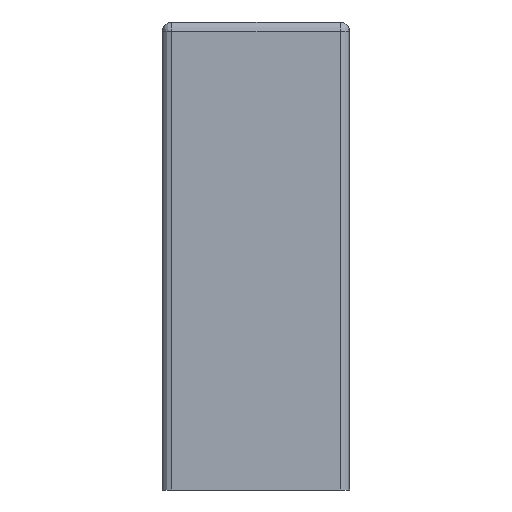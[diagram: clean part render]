
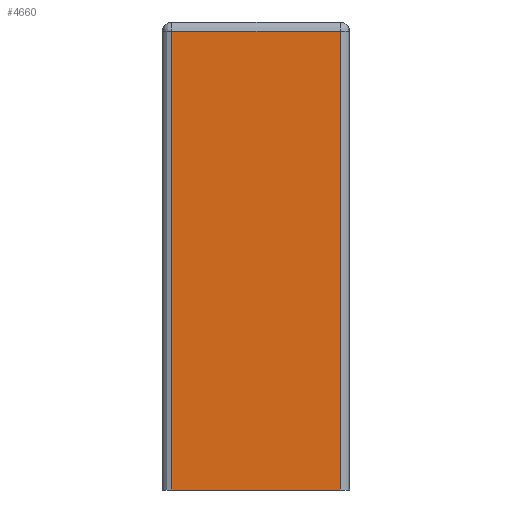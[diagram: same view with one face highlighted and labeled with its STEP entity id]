
A CAD part, left-side view. The second image highlights one B-rep face of the part: STEP entity #4660.
In plain terms, the highlighted planar face has unit normal (-1, 0, 0).
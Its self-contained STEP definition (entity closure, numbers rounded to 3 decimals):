
#770=CARTESIAN_POINT('',(25.,9.5,0.));
#780=VERTEX_POINT('',#770);
#810=CARTESIAN_POINT('',(25.,10.,0.));
#820=DIRECTION('',(0.,-1.,0.));
#830=VECTOR('',#820,1.);
#840=LINE('',#810,#830);
#850=CARTESIAN_POINT('',(25.,0.5,0.));
#860=VERTEX_POINT('',#850);
#870=EDGE_CURVE('',#780,#860,#840,.T.);
#2290=CARTESIAN_POINT('',(25.,0.5,24.5));
#2300=VERTEX_POINT('',#2290);
#2480=CARTESIAN_POINT('',(25.,0.,24.5));
#2490=DIRECTION('',(0.,-1.,0.));
#2500=VECTOR('',#2490,1.);
#2510=LINE('',#2480,#2500);
#2520=CARTESIAN_POINT('',(25.,9.5,24.5));
#2530=VERTEX_POINT('',#2520);
#2540=EDGE_CURVE('',#2530,#2300,#2510,.T.);
#4450=CARTESIAN_POINT('',(25.,0.,0.));
#4460=DIRECTION('',(-1.,0.,0.));
#4470=DIRECTION('',(0.,1.,0.));
#4480=AXIS2_PLACEMENT_3D('',#4450,#4460,#4470);
#4490=PLANE('',#4480);
#4500=CARTESIAN_POINT('',(25.,9.5,0.));
#4510=DIRECTION('',(0.,0.,1.));
#4520=VECTOR('',#4510,1.);
#4530=LINE('',#4500,#4520);
#4540=EDGE_CURVE('',#780,#2530,#4530,.T.);
#4550=ORIENTED_EDGE('',*,*,#4540,.F.);
#4560=ORIENTED_EDGE('',*,*,#2540,.F.);
#4570=CARTESIAN_POINT('',(25.,0.5,0.));
#4580=DIRECTION('',(0.,0.,-1.));
#4590=VECTOR('',#4580,1.);
#4600=LINE('',#4570,#4590);
#4610=EDGE_CURVE('',#2300,#860,#4600,.T.);
#4620=ORIENTED_EDGE('',*,*,#4610,.F.);
#4630=ORIENTED_EDGE('',*,*,#870,.T.);
#4640=EDGE_LOOP('',(#4630,#4620,#4560,#4550));
#4650=FACE_OUTER_BOUND('',#4640,.T.);
#4660=ADVANCED_FACE('',(#4650),#4490,.T.);
